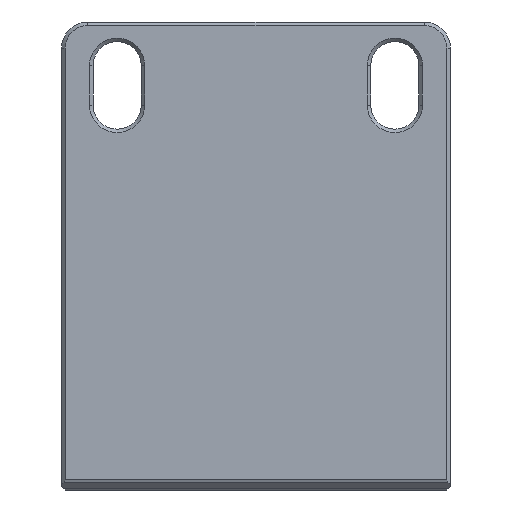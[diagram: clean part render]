
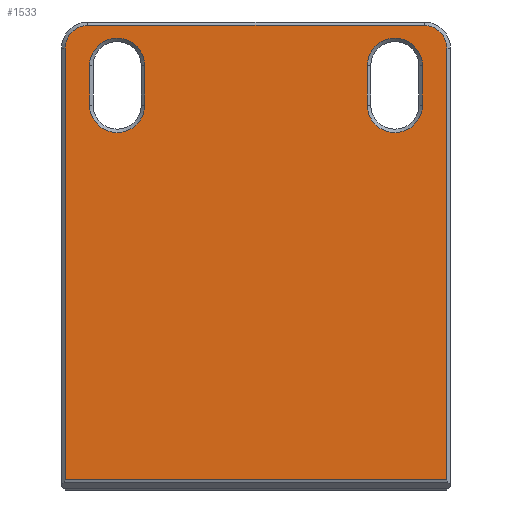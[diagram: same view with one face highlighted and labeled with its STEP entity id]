
A CAD part, front view. The second image highlights one B-rep face of the part: STEP entity #1533.
In plain terms, the highlighted planar face has unit normal (0, -1, 0).
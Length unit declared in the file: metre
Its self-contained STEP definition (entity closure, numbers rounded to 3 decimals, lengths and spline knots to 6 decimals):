
#72=CIRCLE('',#1673,0.0026);
#73=CIRCLE('',#1674,0.0026);
#74=CIRCLE('',#1675,0.00315);
#75=CIRCLE('',#1676,0.00315);
#76=CIRCLE('',#1677,0.00315);
#77=CIRCLE('',#1678,0.00315);
#227=ORIENTED_EDGE('',*,*,#659,.F.);
#228=ORIENTED_EDGE('',*,*,#660,.F.);
#229=ORIENTED_EDGE('',*,*,#661,.F.);
#230=ORIENTED_EDGE('',*,*,#662,.F.);
#231=ORIENTED_EDGE('',*,*,#663,.F.);
#232=ORIENTED_EDGE('',*,*,#664,.F.);
#233=ORIENTED_EDGE('',*,*,#665,.F.);
#234=ORIENTED_EDGE('',*,*,#666,.F.);
#235=ORIENTED_EDGE('',*,*,#667,.F.);
#236=ORIENTED_EDGE('',*,*,#668,.F.);
#237=ORIENTED_EDGE('',*,*,#669,.F.);
#238=ORIENTED_EDGE('',*,*,#670,.F.);
#239=ORIENTED_EDGE('',*,*,#671,.F.);
#240=ORIENTED_EDGE('',*,*,#672,.F.);
#659=EDGE_CURVE('',#867,#868,#985,.T.);
#660=EDGE_CURVE('',#869,#867,#986,.T.);
#661=EDGE_CURVE('',#870,#869,#72,.T.);
#662=EDGE_CURVE('',#871,#870,#987,.T.);
#663=EDGE_CURVE('',#872,#871,#73,.T.);
#664=EDGE_CURVE('',#868,#872,#988,.T.);
#665=EDGE_CURVE('',#873,#874,#74,.F.);
#666=EDGE_CURVE('',#875,#873,#989,.T.);
#667=EDGE_CURVE('',#876,#875,#75,.F.);
#668=EDGE_CURVE('',#874,#876,#990,.T.);
#669=EDGE_CURVE('',#877,#878,#991,.T.);
#670=EDGE_CURVE('',#879,#877,#76,.F.);
#671=EDGE_CURVE('',#880,#879,#992,.T.);
#672=EDGE_CURVE('',#878,#880,#77,.F.);
#867=VERTEX_POINT('',#2455);
#868=VERTEX_POINT('',#2456);
#869=VERTEX_POINT('',#2458);
#870=VERTEX_POINT('',#2460);
#871=VERTEX_POINT('',#2462);
#872=VERTEX_POINT('',#2464);
#873=VERTEX_POINT('',#2467);
#874=VERTEX_POINT('',#2468);
#875=VERTEX_POINT('',#2470);
#876=VERTEX_POINT('',#2472);
#877=VERTEX_POINT('',#2475);
#878=VERTEX_POINT('',#2476);
#879=VERTEX_POINT('',#2478);
#880=VERTEX_POINT('',#2480);
#985=LINE('',#2454,#1149);
#986=LINE('',#2457,#1150);
#987=LINE('',#2461,#1151);
#988=LINE('',#2465,#1152);
#989=LINE('',#2469,#1153);
#990=LINE('',#2473,#1154);
#991=LINE('',#2474,#1155);
#992=LINE('',#2479,#1156);
#1149=VECTOR('',#1949,1.);
#1150=VECTOR('',#1950,1.);
#1151=VECTOR('',#1953,1.);
#1152=VECTOR('',#1956,1.);
#1153=VECTOR('',#1959,1.);
#1154=VECTOR('',#1962,1.);
#1155=VECTOR('',#1963,1.);
#1156=VECTOR('',#1966,1.);
#1272=EDGE_LOOP('',(#227,#228,#229,#230,#231,#232));
#1273=EDGE_LOOP('',(#233,#234,#235,#236));
#1274=EDGE_LOOP('',(#237,#238,#239,#240));
#1378=FACE_BOUND('',#1272,.T.);
#1379=FACE_BOUND('',#1273,.T.);
#1380=FACE_BOUND('',#1274,.T.);
#1472=PLANE('',#1672);
#1533=ADVANCED_FACE('',(#1378,#1379,#1380),#1472,.T.);
#1672=AXIS2_PLACEMENT_3D('',#2453,#1947,#1948);
#1673=AXIS2_PLACEMENT_3D('',#2459,#1951,#1952);
#1674=AXIS2_PLACEMENT_3D('',#2463,#1954,#1955);
#1675=AXIS2_PLACEMENT_3D('',#2466,#1957,#1958);
#1676=AXIS2_PLACEMENT_3D('',#2471,#1960,#1961);
#1677=AXIS2_PLACEMENT_3D('',#2477,#1964,#1965);
#1678=AXIS2_PLACEMENT_3D('',#2481,#1967,#1968);
#1947=DIRECTION('',(0.,-1.,0.));
#1948=DIRECTION('',(0.,0.,-1.));
#1949=DIRECTION('',(-1.,0.,0.));
#1950=DIRECTION('',(0.,0.,-1.));
#1951=DIRECTION('',(0.,1.,0.));
#1952=DIRECTION('',(1.,0.,0.));
#1953=DIRECTION('',(1.,0.,0.));
#1954=DIRECTION('',(0.,1.,0.));
#1955=DIRECTION('',(1.,0.,0.));
#1956=DIRECTION('',(0.,0.,1.));
#1957=DIRECTION('',(0.,1.,0.));
#1958=DIRECTION('',(1.,0.,0.));
#1959=DIRECTION('',(0.,0.,1.));
#1960=DIRECTION('',(0.,1.,0.));
#1961=DIRECTION('',(1.,0.,0.));
#1962=DIRECTION('',(0.,0.,-1.));
#1963=DIRECTION('',(0.,0.,-1.));
#1964=DIRECTION('',(0.,1.,0.));
#1965=DIRECTION('',(1.,0.,0.));
#1966=DIRECTION('',(0.,0.,1.));
#1967=DIRECTION('',(0.,1.,0.));
#1968=DIRECTION('',(1.,0.,0.));
#2453=CARTESIAN_POINT('',(0.025675,0.,-0.095325));
#2454=CARTESIAN_POINT('',(0.025675,0.,-0.020659));
#2455=CARTESIAN_POINT('',(0.0475,0.,-0.020659));
#2456=CARTESIAN_POINT('',(0.00385,0.,-0.020659));
#2457=CARTESIAN_POINT('',(0.0475,0.,-0.020825));
#2458=CARTESIAN_POINT('',(0.0475,0.,0.028675));
#2459=CARTESIAN_POINT('',(0.0449,0.,0.028675));
#2460=CARTESIAN_POINT('',(0.0449,0.,0.031275));
#2461=CARTESIAN_POINT('',(0.0449,0.,0.031275));
#2462=CARTESIAN_POINT('',(0.00645,0.,0.031275));
#2463=CARTESIAN_POINT('',(0.00645,0.,0.028675));
#2464=CARTESIAN_POINT('',(0.00385,0.,0.028675));
#2465=CARTESIAN_POINT('',(0.00385,0.,-0.095325));
#2466=CARTESIAN_POINT('',(0.0098,0.,0.026675));
#2467=CARTESIAN_POINT('',(0.01295,0.,0.026675));
#2468=CARTESIAN_POINT('',(0.00665,0.,0.026675));
#2469=CARTESIAN_POINT('',(0.01295,0.,0.026675));
#2470=CARTESIAN_POINT('',(0.01295,0.,0.022175));
#2471=CARTESIAN_POINT('',(0.0098,0.,0.022175));
#2472=CARTESIAN_POINT('',(0.00665,0.,0.022175));
#2473=CARTESIAN_POINT('',(0.00665,0.,-0.095325));
#2474=CARTESIAN_POINT('',(0.0384,0.,-0.095325));
#2475=CARTESIAN_POINT('',(0.0384,0.,0.026675));
#2476=CARTESIAN_POINT('',(0.0384,0.,0.022175));
#2477=CARTESIAN_POINT('',(0.04155,0.,0.026675));
#2478=CARTESIAN_POINT('',(0.0447,0.,0.026675));
#2479=CARTESIAN_POINT('',(0.0447,0.,0.026675));
#2480=CARTESIAN_POINT('',(0.0447,0.,0.022175));
#2481=CARTESIAN_POINT('',(0.04155,0.,0.022175));
